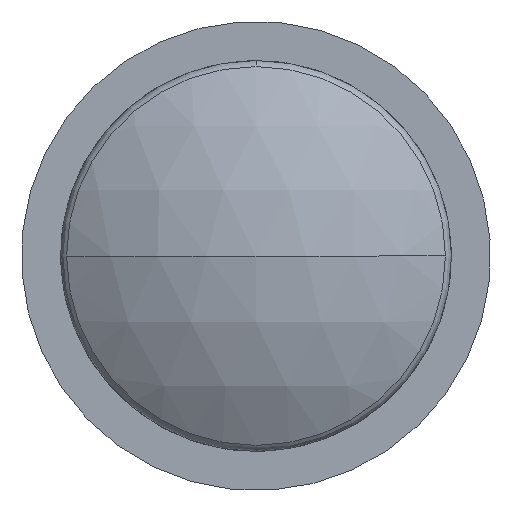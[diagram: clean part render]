
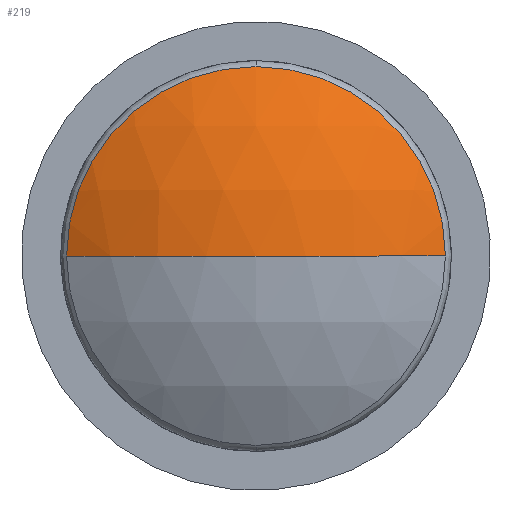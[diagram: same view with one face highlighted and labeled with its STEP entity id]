
A CAD part, left-side view. The second image highlights one B-rep face of the part: STEP entity #219.
In plain terms, the highlighted spherical face has radius 6.921 mm.
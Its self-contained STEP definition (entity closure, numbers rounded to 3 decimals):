
#130 = ORIENTED_EDGE ( 'NONE', *, *, #3644, .F. ) ;
#219 = ADVANCED_FACE ( 'NONE', ( #3010 ), #769, .T. ) ;
#357 = DIRECTION ( 'NONE',  ( 0., 0., -1. ) ) ;
#500 = AXIS2_PLACEMENT_3D ( 'NONE', #2095, #357, #2384 ) ;
#529 = ORIENTED_EDGE ( 'NONE', *, *, #1206, .F. ) ;
#560 = CARTESIAN_POINT ( 'NONE',  ( -2.235, 7.62, 0. ) ) ;
#604 = CIRCLE ( 'NONE', #667, 3.691 ) ;
#667 = AXIS2_PLACEMENT_3D ( 'NONE', #1455, #1479, #1543 ) ;
#671 = CARTESIAN_POINT ( 'NONE',  ( -2.235, 3.929, 0. ) ) ;
#769 = SPHERICAL_SURFACE ( 'NONE', #920, 6.921 ) ;
#777 = VERTEX_POINT ( 'NONE', #2033 ) ;
#786 = VERTEX_POINT ( 'NONE', #3479 ) ;
#835 = DIRECTION ( 'NONE',  ( 0., 0., -1. ) ) ;
#920 = AXIS2_PLACEMENT_3D ( 'NONE', #2113, #2792, #2484 ) ;
#991 = CIRCLE ( 'NONE', #3537, 6.921 ) ;
#1032 = CIRCLE ( 'NONE', #500, 6.921 ) ;
#1084 = CARTESIAN_POINT ( 'NONE',  ( 3.619, 7.62, 0. ) ) ;
#1206 = EDGE_CURVE ( 'NONE', #786, #777, #1032, .T. ) ;
#1372 = DIRECTION ( 'NONE',  ( 0., -1., 0. ) ) ;
#1455 = CARTESIAN_POINT ( 'NONE',  ( -2.235, 7.62, 0. ) ) ;
#1479 = DIRECTION ( 'NONE',  ( 1., 0., 0. ) ) ;
#1543 = DIRECTION ( 'NONE',  ( 0., 0., -1. ) ) ;
#1823 = VERTEX_POINT ( 'NONE', #2756 ) ;
#1919 = ORIENTED_EDGE ( 'NONE', *, *, #3514, .T. ) ;
#1994 = AXIS2_PLACEMENT_3D ( 'NONE', #560, #2586, #835 ) ;
#2033 = CARTESIAN_POINT ( 'NONE',  ( -2.235, 11.311, 0. ) ) ;
#2095 = CARTESIAN_POINT ( 'NONE',  ( 3.619, 7.62, 0. ) ) ;
#2113 = CARTESIAN_POINT ( 'NONE',  ( 3.619, 7.62, 0. ) ) ;
#2168 = VERTEX_POINT ( 'NONE', #671 ) ;
#2268 = EDGE_CURVE ( 'NONE', #777, #1823, #604, .T. ) ;
#2293 = CIRCLE ( 'NONE', #1994, 3.691 ) ;
#2384 = DIRECTION ( 'NONE',  ( -1., 0., 0. ) ) ;
#2484 = DIRECTION ( 'NONE',  ( 0., 1., 0. ) ) ;
#2586 = DIRECTION ( 'NONE',  ( 1., 0., 0. ) ) ;
#2691 = EDGE_LOOP ( 'NONE', ( #529, #1919, #130, #3511 ) ) ;
#2756 = CARTESIAN_POINT ( 'NONE',  ( -2.235, 7.62, 3.691 ) ) ;
#2792 = DIRECTION ( 'NONE',  ( 0., 0., 1. ) ) ;
#3010 = FACE_OUTER_BOUND ( 'NONE', #2691, .T. ) ;
#3133 = DIRECTION ( 'NONE',  ( 0., 0., 1. ) ) ;
#3479 = CARTESIAN_POINT ( 'NONE',  ( -3.302, 7.62, 0. ) ) ;
#3511 = ORIENTED_EDGE ( 'NONE', *, *, #2268, .F. ) ;
#3514 = EDGE_CURVE ( 'NONE', #786, #2168, #991, .T. ) ;
#3537 = AXIS2_PLACEMENT_3D ( 'NONE', #1084, #3133, #1372 ) ;
#3644 = EDGE_CURVE ( 'NONE', #1823, #2168, #2293, .T. ) ;
